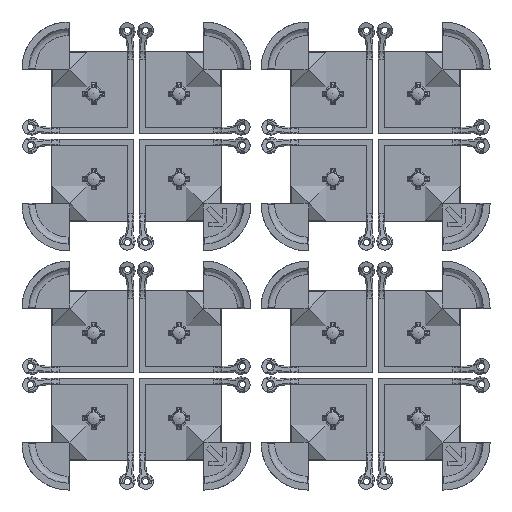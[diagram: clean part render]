
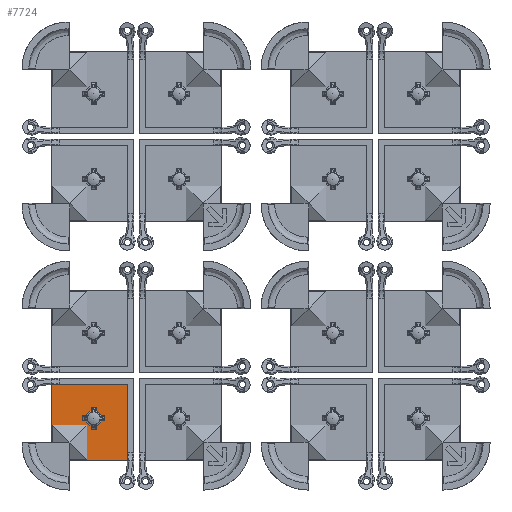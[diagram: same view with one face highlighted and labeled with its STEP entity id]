
A CAD part, front view. The second image highlights one B-rep face of the part: STEP entity #7724.
In plain terms, the highlighted planar face has unit normal (0, -1, 0).
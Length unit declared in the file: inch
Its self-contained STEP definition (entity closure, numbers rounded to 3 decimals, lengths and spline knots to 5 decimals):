
#340=FACE_BOUND('',#1801,.T.);
#550=CIRCLE('',#8126,0.05752);
#553=CIRCLE('',#8133,0.05752);
#554=CIRCLE('',#8141,0.05752);
#556=CIRCLE('',#8162,0.05752);
#558=CIRCLE('',#8181,0.121);
#1345=FACE_OUTER_BOUND('',#1800,.T.);
#1800=EDGE_LOOP('',(#6623,#6624,#6625,#6626,#6627));
#1801=EDGE_LOOP('',(#6628,#6629,#6630,#6631,#6632,#6633,#6634,#6635,#6636,
#6637,#6638,#6639,#6640,#6641,#6642,#6643));
#2251=LINE('',#23768,#2740);
#2253=LINE('',#23791,#2742);
#2255=LINE('',#23797,#2744);
#2257=LINE('',#23880,#2746);
#2259=LINE('',#23888,#2748);
#2262=LINE('',#23935,#2751);
#2263=LINE('',#23940,#2752);
#2266=LINE('',#23948,#2755);
#2268=LINE('',#23954,#2757);
#2270=LINE('',#23959,#2759);
#2272=LINE('',#23967,#2761);
#2274=LINE('',#23975,#2763);
#2281=LINE('',#24030,#2770);
#2282=LINE('',#24032,#2771);
#2283=LINE('',#24034,#2772);
#2284=LINE('',#24035,#2773);
#2740=VECTOR('',#9294,0.02531);
#2742=VECTOR('',#9302,0.03956);
#2744=VECTOR('',#9308,0.02531);
#2746=VECTOR('',#9334,0.02531);
#2748=VECTOR('',#9342,0.03956);
#2751=VECTOR('',#9359,0.02531);
#2752=VECTOR('',#9366,0.02531);
#2755=VECTOR('',#9373,0.03956);
#2757=VECTOR('',#9381,0.02531);
#2759=VECTOR('',#9385,0.02531);
#2761=VECTOR('',#9393,0.03956);
#2763=VECTOR('',#9401,0.02531);
#2770=VECTOR('',#9450,0.479);
#2771=VECTOR('',#9451,0.6);
#2772=VECTOR('',#9452,0.6);
#2773=VECTOR('',#9453,0.479);
#3444=VERTEX_POINT('',#23766);
#3445=VERTEX_POINT('',#23767);
#3449=VERTEX_POINT('',#23790);
#3451=VERTEX_POINT('',#23796);
#3454=VERTEX_POINT('',#23817);
#3461=VERTEX_POINT('',#23845);
#3462=VERTEX_POINT('',#23860);
#3464=VERTEX_POINT('',#23879);
#3467=VERTEX_POINT('',#23887);
#3469=VERTEX_POINT('',#23893);
#3470=VERTEX_POINT('',#23894);
#3476=VERTEX_POINT('',#23934);
#3480=VERTEX_POINT('',#23947);
#3483=VERTEX_POINT('',#23958);
#3486=VERTEX_POINT('',#23966);
#3489=VERTEX_POINT('',#23974);
#3500=VERTEX_POINT('',#24026);
#3501=VERTEX_POINT('',#24027);
#3502=VERTEX_POINT('',#24029);
#3503=VERTEX_POINT('',#24031);
#3504=VERTEX_POINT('',#24033);
#4507=EDGE_CURVE('',#3444,#3445,#2251,.T.);
#4512=EDGE_CURVE('',#3445,#3449,#2253,.T.);
#4515=EDGE_CURVE('',#3449,#3451,#2255,.T.);
#4519=EDGE_CURVE('',#3451,#3454,#550,.T.);
#4527=EDGE_CURVE('',#3461,#3462,#553,.T.);
#4530=EDGE_CURVE('',#3454,#3464,#2257,.T.);
#4534=EDGE_CURVE('',#3464,#3467,#2259,.T.);
#4537=EDGE_CURVE('',#3469,#3470,#554,.T.);
#4544=EDGE_CURVE('',#3470,#3476,#2262,.T.);
#4547=EDGE_CURVE('',#3467,#3469,#2263,.T.);
#4551=EDGE_CURVE('',#3476,#3480,#2266,.T.);
#4555=EDGE_CURVE('',#3480,#3461,#2268,.T.);
#4557=EDGE_CURVE('',#3462,#3483,#2270,.T.);
#4561=EDGE_CURVE('',#3483,#3486,#2272,.T.);
#4565=EDGE_CURVE('',#3486,#3489,#2274,.T.);
#4567=EDGE_CURVE('',#3489,#3444,#556,.T.);
#4585=EDGE_CURVE('',#3500,#3501,#558,.T.);
#4586=EDGE_CURVE('',#3501,#3502,#2281,.T.);
#4587=EDGE_CURVE('',#3502,#3503,#2282,.T.);
#4588=EDGE_CURVE('',#3503,#3504,#2283,.T.);
#4589=EDGE_CURVE('',#3504,#3500,#2284,.T.);
#6623=ORIENTED_EDGE('',*,*,#4585,.T.);
#6624=ORIENTED_EDGE('',*,*,#4586,.T.);
#6625=ORIENTED_EDGE('',*,*,#4587,.T.);
#6626=ORIENTED_EDGE('',*,*,#4588,.T.);
#6627=ORIENTED_EDGE('',*,*,#4589,.T.);
#6628=ORIENTED_EDGE('',*,*,#4537,.F.);
#6629=ORIENTED_EDGE('',*,*,#4547,.F.);
#6630=ORIENTED_EDGE('',*,*,#4534,.F.);
#6631=ORIENTED_EDGE('',*,*,#4530,.F.);
#6632=ORIENTED_EDGE('',*,*,#4519,.F.);
#6633=ORIENTED_EDGE('',*,*,#4515,.F.);
#6634=ORIENTED_EDGE('',*,*,#4512,.F.);
#6635=ORIENTED_EDGE('',*,*,#4507,.F.);
#6636=ORIENTED_EDGE('',*,*,#4567,.F.);
#6637=ORIENTED_EDGE('',*,*,#4565,.F.);
#6638=ORIENTED_EDGE('',*,*,#4561,.F.);
#6639=ORIENTED_EDGE('',*,*,#4557,.F.);
#6640=ORIENTED_EDGE('',*,*,#4527,.F.);
#6641=ORIENTED_EDGE('',*,*,#4555,.F.);
#6642=ORIENTED_EDGE('',*,*,#4551,.F.);
#6643=ORIENTED_EDGE('',*,*,#4544,.F.);
#7346=PLANE('',#8180);
#7724=ADVANCED_FACE('',(#1345,#340),#7346,.F.);
#8126=AXIS2_PLACEMENT_3D('',#23818,#9314,#9315);
#8133=AXIS2_PLACEMENT_3D('',#23861,#9328,#9329);
#8141=AXIS2_PLACEMENT_3D('',#23895,#9348,#9349);
#8162=AXIS2_PLACEMENT_3D('',#23991,#9404,#9405);
#8180=AXIS2_PLACEMENT_3D('',#24025,#9446,#9447);
#8181=AXIS2_PLACEMENT_3D('',#24028,#9448,#9449);
#9294=DIRECTION('',(1.,0.,0.));
#9302=DIRECTION('',(0.,0.,1.));
#9308=DIRECTION('',(-1.,0.,0.));
#9314=DIRECTION('center_axis',(0.,-1.,0.));
#9315=DIRECTION('ref_axis',(0.707,0.,0.707));
#9328=DIRECTION('center_axis',(0.,-1.,0.));
#9329=DIRECTION('ref_axis',(-0.707,0.,-0.707));
#9334=DIRECTION('',(0.,0.,1.));
#9342=DIRECTION('',(-1.,0.,0.));
#9348=DIRECTION('center_axis',(0.,-1.,0.));
#9349=DIRECTION('ref_axis',(-0.707,0.,0.707));
#9359=DIRECTION('',(-1.,0.,0.));
#9366=DIRECTION('',(0.,0.,-1.));
#9373=DIRECTION('',(0.,0.,-1.));
#9381=DIRECTION('',(1.,0.,0.));
#9385=DIRECTION('',(0.,0.,-1.));
#9393=DIRECTION('',(1.,0.,0.));
#9401=DIRECTION('',(0.,0.,1.));
#9404=DIRECTION('center_axis',(0.,-1.,0.));
#9405=DIRECTION('ref_axis',(0.707,0.,-0.707));
#9446=DIRECTION('center_axis',(0.,1.,0.));
#9447=DIRECTION('ref_axis',(0.,0.,-1.));
#9448=DIRECTION('center_axis',(0.,-1.,0.));
#9449=DIRECTION('ref_axis',(1.,0.,0.));
#9450=DIRECTION('',(1.,0.,0.));
#9451=DIRECTION('',(0.,0.,1.));
#9452=DIRECTION('',(-1.,0.,0.));
#9453=DIRECTION('',(0.,0.,-1.));
#23766=CARTESIAN_POINT('',(-0.25849,0.4,-0.33228));
#23767=CARTESIAN_POINT('',(-0.23318,0.4,-0.33228));
#23768=CARTESIAN_POINT('',(-0.30999,0.4,-0.33228));
#23790=CARTESIAN_POINT('',(-0.23318,0.4,-0.29272));
#23791=CARTESIAN_POINT('',(-0.23318,0.4,-0.29943));
#23796=CARTESIAN_POINT('',(-0.25849,0.4,-0.29272));
#23797=CARTESIAN_POINT('',(-0.30999,0.4,-0.29272));
#23817=CARTESIAN_POINT('',(-0.29272,0.4,-0.25849));
#23818=CARTESIAN_POINT('Origin',(-0.3125,0.4,-0.3125));
#23845=CARTESIAN_POINT('',(-0.36651,0.4,-0.33228));
#23860=CARTESIAN_POINT('',(-0.33228,0.4,-0.36651));
#23861=CARTESIAN_POINT('Origin',(-0.3125,0.4,-0.3125));
#23879=CARTESIAN_POINT('',(-0.29272,0.4,-0.23318));
#23880=CARTESIAN_POINT('',(-0.29272,0.4,-0.30999));
#23887=CARTESIAN_POINT('',(-0.33228,0.4,-0.23318));
#23888=CARTESIAN_POINT('',(-0.32056,0.4,-0.23318));
#23893=CARTESIAN_POINT('',(-0.33228,0.4,-0.25849));
#23894=CARTESIAN_POINT('',(-0.36651,0.4,-0.29272));
#23895=CARTESIAN_POINT('Origin',(-0.3125,0.4,-0.3125));
#23934=CARTESIAN_POINT('',(-0.39182,0.4,-0.29272));
#23935=CARTESIAN_POINT('',(-0.30999,0.4,-0.29272));
#23940=CARTESIAN_POINT('',(-0.33228,0.4,-0.30999));
#23947=CARTESIAN_POINT('',(-0.39182,0.4,-0.33228));
#23948=CARTESIAN_POINT('',(-0.39182,0.4,-0.32056));
#23954=CARTESIAN_POINT('',(-0.30999,0.4,-0.33228));
#23958=CARTESIAN_POINT('',(-0.33228,0.4,-0.39182));
#23959=CARTESIAN_POINT('',(-0.33228,0.4,-0.30999));
#23966=CARTESIAN_POINT('',(-0.29272,0.4,-0.39182));
#23967=CARTESIAN_POINT('',(-0.29943,0.4,-0.39182));
#23974=CARTESIAN_POINT('',(-0.29272,0.4,-0.36651));
#23975=CARTESIAN_POINT('',(-0.29272,0.4,-0.30999));
#23991=CARTESIAN_POINT('Origin',(-0.3125,0.4,-0.3125));
#24025=CARTESIAN_POINT('Origin',(-0.30749,0.4,-0.30749));
#24026=CARTESIAN_POINT('',(-0.62,0.4,-0.499));
#24027=CARTESIAN_POINT('',(-0.499,0.4,-0.62));
#24028=CARTESIAN_POINT('Origin',(-0.499,0.4,-0.499));
#24029=CARTESIAN_POINT('',(-0.02,0.4,-0.62));
#24030=CARTESIAN_POINT('',(-0.02,0.4,-0.62));
#24031=CARTESIAN_POINT('',(-0.02,0.4,-0.02));
#24032=CARTESIAN_POINT('',(-0.02,0.4,-0.02));
#24033=CARTESIAN_POINT('',(-0.62,0.4,-0.02));
#24034=CARTESIAN_POINT('',(-0.62,0.4,-0.02));
#24035=CARTESIAN_POINT('',(-0.62,0.4,-0.499));
